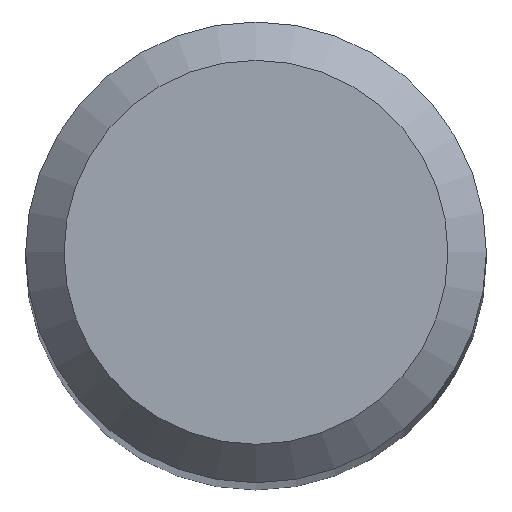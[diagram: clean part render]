
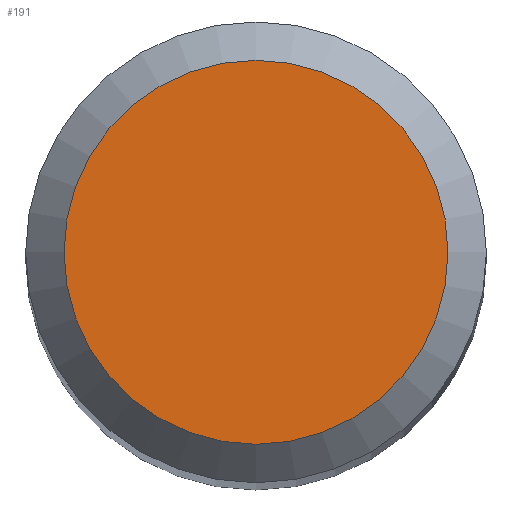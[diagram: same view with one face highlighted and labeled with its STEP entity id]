
A CAD part, top view. The second image highlights one B-rep face of the part: STEP entity #191.
In plain terms, the highlighted planar face has unit normal (0, 0, 1).
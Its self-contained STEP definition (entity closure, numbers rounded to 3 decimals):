
#11 = AXIS2_PLACEMENT_3D ( 'NONE', #102, #236, #175 ) ;
#52 = CIRCLE ( 'NONE', #11, 2.5 ) ;
#88 = DIRECTION ( 'NONE',  ( 0., 1., 0. ) ) ;
#90 = CARTESIAN_POINT ( 'NONE',  ( 0., 0., 66. ) ) ;
#102 = CARTESIAN_POINT ( 'NONE',  ( 0., 0., 66. ) ) ;
#107 = PLANE ( 'NONE',  #188 ) ;
#113 = EDGE_CURVE ( 'NONE', #127, #127, #52, .T. ) ;
#119 = EDGE_LOOP ( 'NONE', ( #208 ) ) ;
#127 = VERTEX_POINT ( 'NONE', #219 ) ;
#175 = DIRECTION ( 'NONE',  ( 0., 1., 0. ) ) ;
#179 = DIRECTION ( 'NONE',  ( 0., 0., -1. ) ) ;
#188 = AXIS2_PLACEMENT_3D ( 'NONE', #90, #179, #88 ) ;
#191 = ADVANCED_FACE ( 'NONE', ( #200 ), #107, .F. ) ;
#200 = FACE_OUTER_BOUND ( 'NONE', #119, .T. ) ;
#208 = ORIENTED_EDGE ( 'NONE', *, *, #113, .F. ) ;
#219 = CARTESIAN_POINT ( 'NONE',  ( 0., 2.5, 66. ) ) ;
#236 = DIRECTION ( 'NONE',  ( 0., 0., -1. ) ) ;
